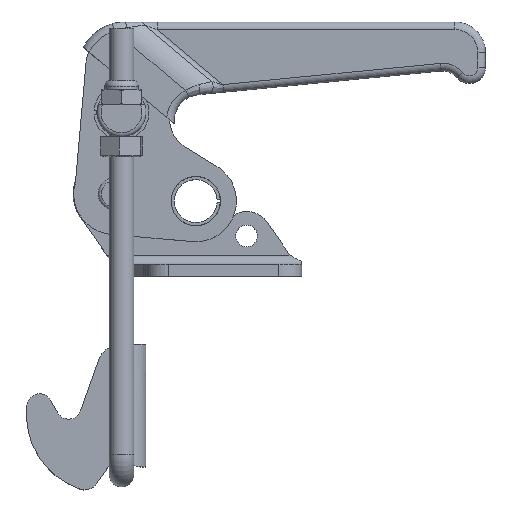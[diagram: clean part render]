
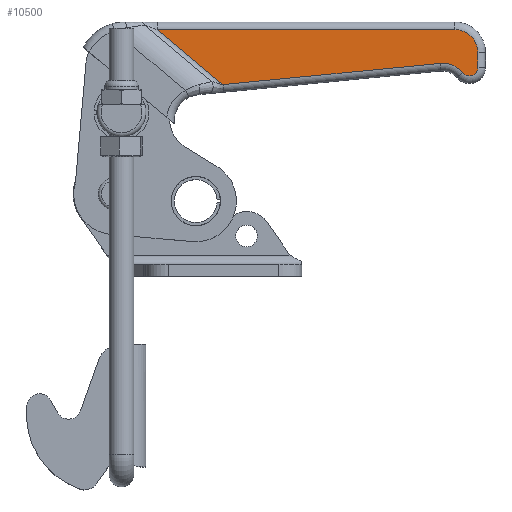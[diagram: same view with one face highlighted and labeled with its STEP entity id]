
A CAD part, top view. The second image highlights one B-rep face of the part: STEP entity #10500.
In plain terms, the highlighted planar face has unit normal (0, 0, 1).
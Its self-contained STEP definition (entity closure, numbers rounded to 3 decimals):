
#1765=LINE('',#18669,#12678);
#1767=LINE('',#18791,#12680);
#1768=LINE('',#18911,#12681);
#1808=LINE('',#19272,#12721);
#2735=VERTEX_POINT('',#18668);
#2736=VERTEX_POINT('',#18670);
#2738=VERTEX_POINT('',#18676);
#2741=VERTEX_POINT('',#18733);
#2744=VERTEX_POINT('',#18790);
#2747=VERTEX_POINT('',#18883);
#2750=VERTEX_POINT('',#18910);
#3350=CIRCLE('',#11878,8.5);
#3353=CIRCLE('',#11884,2.8);
#3358=CIRCLE('',#11893,7.5);
#4721=EDGE_CURVE('',#2735,#2736,#1765,.T.);
#4725=EDGE_CURVE('',#2738,#2735,#3350,.T.);
#4730=EDGE_CURVE('',#2741,#2738,#3353,.T.);
#4735=EDGE_CURVE('',#2744,#2741,#1767,.T.);
#4740=EDGE_CURVE('',#2747,#2744,#3358,.T.);
#4745=EDGE_CURVE('',#2750,#2747,#1768,.T.);
#4815=EDGE_CURVE('',#2736,#2750,#1808,.T.);
#7755=ORIENTED_EDGE('',*,*,#4745,.F.);
#7756=ORIENTED_EDGE('',*,*,#4815,.F.);
#7757=ORIENTED_EDGE('',*,*,#4721,.F.);
#7758=ORIENTED_EDGE('',*,*,#4725,.F.);
#7759=ORIENTED_EDGE('',*,*,#4730,.F.);
#7760=ORIENTED_EDGE('',*,*,#4735,.F.);
#7761=ORIENTED_EDGE('',*,*,#4740,.F.);
#8920=EDGE_LOOP('',(#7755,#7756,#7757,#7758,#7759,#7760,#7761));
#9790=FACE_BOUND('',#8920,.T.);
#10500=ADVANCED_FACE('',(#9790),#13069,.T.);
#11878=AXIS2_PLACEMENT_3D('',#18677,#22102,#22103);
#11884=AXIS2_PLACEMENT_3D('',#18734,#22113,#22114);
#11893=AXIS2_PLACEMENT_3D('',#18884,#22131,#22132);
#11947=AXIS2_PLACEMENT_3D('',#19271,#22264,$);
#12678=VECTOR('',#22095,1.);
#12680=VECTOR('',#22125,1.);
#12681=VECTOR('',#22142,1.);
#12721=VECTOR('',#22265,1.);
#13069=PLANE('',#11947);
#18668=CARTESIAN_POINT('',(373.255,267.19,-9.826));
#18669=CARTESIAN_POINT('',(354.33,265.34,-9.826));
#18670=CARTESIAN_POINT('',(302.221,260.246,-9.826));
#18676=CARTESIAN_POINT('',(380.664,264.109,-9.826));
#18677=CARTESIAN_POINT('',(374.082,258.73,-9.826));
#18733=CARTESIAN_POINT('',(385.632,265.881,-9.826));
#18734=CARTESIAN_POINT('',(382.832,265.881,-9.826));
#18790=CARTESIAN_POINT('',(385.632,270.73,-9.826));
#18791=CARTESIAN_POINT('',(385.632,273.968,-9.826));
#18883=CARTESIAN_POINT('',(378.132,278.23,-9.826));
#18884=CARTESIAN_POINT('',(378.132,270.73,-9.826));
#18910=CARTESIAN_POINT('',(280.788,278.23,-9.826));
#18911=CARTESIAN_POINT('',(296.384,278.23,-9.826));
#19271=CARTESIAN_POINT('',(334.845,269.205,-9.826));
#19272=CARTESIAN_POINT('',(287.376,272.703,-9.826));
#22095=DIRECTION('',(-0.995,-0.097,0.));
#22102=DIRECTION('',(0.,0.,1.));
#22103=DIRECTION('',(3.264,7.848,0.));
#22113=DIRECTION('',(0.,0.,-1.));
#22114=DIRECTION('',(0.941,-2.637,0.));
#22125=DIRECTION('',(0.,-1.,0.));
#22131=DIRECTION('',(0.,0.,-1.));
#22132=DIRECTION('',(5.303,5.303,0.));
#22142=DIRECTION('',(1.,0.,0.));
#22264=DIRECTION('',(0.,0.,1.));
#22265=DIRECTION('',(-0.766,0.643,0.));
